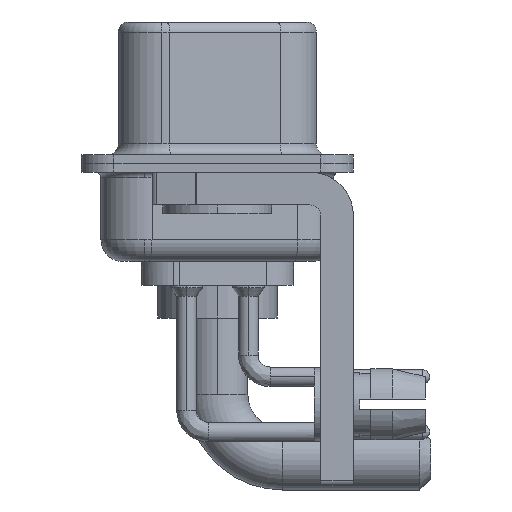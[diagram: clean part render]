
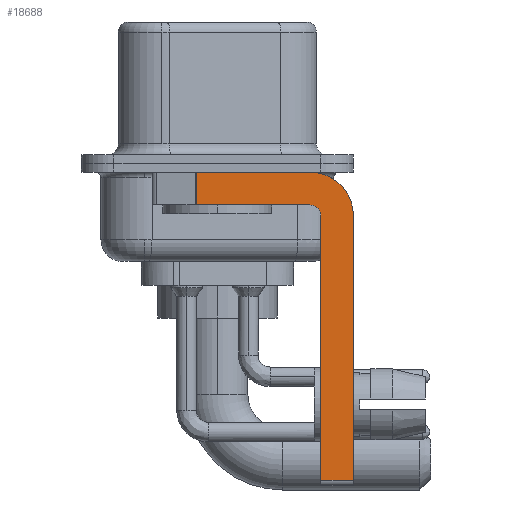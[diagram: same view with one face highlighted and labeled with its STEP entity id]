
A CAD part, left-side view. The second image highlights one B-rep face of the part: STEP entity #18688.
In plain terms, the highlighted planar face has unit normal (-1, 0, 0).
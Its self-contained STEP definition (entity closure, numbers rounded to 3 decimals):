
#590 = CIRCLE ( 'NONE', #16125, 2. ) ;
#881 = EDGE_CURVE ( 'NONE', #26731, #25078, #15425, .T. ) ;
#1321 = LINE ( 'NONE', #20910, #5066 ) ;
#1607 = DIRECTION ( 'NONE',  ( 0., 0., -1. ) ) ;
#1609 = DIRECTION ( 'NONE',  ( 0., 1., 0. ) ) ;
#3311 = CARTESIAN_POINT ( 'NONE',  ( -2.9, -4.75, -14.55 ) ) ;
#4013 = CARTESIAN_POINT ( 'NONE',  ( -2.9, -4.25, -2.4 ) ) ;
#4084 = AXIS2_PLACEMENT_3D ( 'NONE', #26084, #6476, #23944 ) ;
#4215 = DIRECTION ( 'NONE',  ( 0., 0., 1. ) ) ;
#5027 = CARTESIAN_POINT ( 'NONE',  ( -2.9, -6.25, -2.4 ) ) ;
#5066 = VECTOR ( 'NONE', #1607, 1000. ) ;
#5984 = CARTESIAN_POINT ( 'NONE',  ( -2.9, -4.25, -14.55 ) ) ;
#6476 = DIRECTION ( 'NONE',  ( -1., 0., 0. ) ) ;
#6618 = ORIENTED_EDGE ( 'NONE', *, *, #15676, .F. ) ;
#7807 = ORIENTED_EDGE ( 'NONE', *, *, #26970, .T. ) ;
#8211 = CARTESIAN_POINT ( 'NONE',  ( -2.9, 0.978, -1.9 ) ) ;
#8524 = CARTESIAN_POINT ( 'NONE',  ( -2.9, -4.75, -2.4 ) ) ;
#8805 = CARTESIAN_POINT ( 'NONE',  ( -2.9, -4.75, -14.8 ) ) ;
#9822 = EDGE_CURVE ( 'NONE', #25423, #20722, #11636, .T. ) ;
#10888 = DIRECTION ( 'NONE',  ( 1., 0., 0. ) ) ;
#11501 = AXIS2_PLACEMENT_3D ( 'NONE', #4013, #10888, #12883 ) ;
#11502 = ORIENTED_EDGE ( 'NONE', *, *, #881, .F. ) ;
#11636 = LINE ( 'NONE', #5027, #25853 ) ;
#11711 = CARTESIAN_POINT ( 'NONE',  ( -2.9, -4.25, -1.9 ) ) ;
#12883 = DIRECTION ( 'NONE',  ( 0., 0., -1. ) ) ;
#13021 = PLANE ( 'NONE',  #11501 ) ;
#14465 = VECTOR ( 'NONE', #1609, 1000. ) ;
#14554 = VERTEX_POINT ( 'NONE', #11711 ) ;
#14693 = LINE ( 'NONE', #5984, #25153 ) ;
#14837 = DIRECTION ( 'NONE',  ( 0., -1., 0. ) ) ;
#14886 = EDGE_CURVE ( 'NONE', #18560, #15217, #25834, .T. ) ;
#15020 = CARTESIAN_POINT ( 'NONE',  ( -2.9, -4.25, -2.4 ) ) ;
#15217 = VERTEX_POINT ( 'NONE', #8524 ) ;
#15425 = LINE ( 'NONE', #22164, #24715 ) ;
#15676 = EDGE_CURVE ( 'NONE', #15217, #14554, #16426, .T. ) ;
#16125 = AXIS2_PLACEMENT_3D ( 'NONE', #15020, #17458, #17177 ) ;
#16208 = EDGE_CURVE ( 'NONE', #18560, #20722, #14693, .T. ) ;
#16426 = CIRCLE ( 'NONE', #4084, 0.5 ) ;
#17177 = DIRECTION ( 'NONE',  ( 0., 0., -1. ) ) ;
#17458 = DIRECTION ( 'NONE',  ( 1., 0., 0. ) ) ;
#17711 = ORIENTED_EDGE ( 'NONE', *, *, #21627, .F. ) ;
#18156 = CARTESIAN_POINT ( 'NONE',  ( -2.9, -6.25, -14.55 ) ) ;
#18560 = VERTEX_POINT ( 'NONE', #3311 ) ;
#18687 = VECTOR ( 'NONE', #4215, 1000. ) ;
#18688 = ADVANCED_FACE ( 'NONE', ( #28185 ), #13021, .F. ) ;
#19978 = EDGE_CURVE ( 'NONE', #25078, #25423, #590, .T. ) ;
#20096 = CARTESIAN_POINT ( 'NONE',  ( -2.9, -4.25, -0.4 ) ) ;
#20440 = ORIENTED_EDGE ( 'NONE', *, *, #14886, .F. ) ;
#20478 = DIRECTION ( 'NONE',  ( 0., 0., -1. ) ) ;
#20722 = VERTEX_POINT ( 'NONE', #18156 ) ;
#20910 = CARTESIAN_POINT ( 'NONE',  ( -2.9, 0.978, -1.9 ) ) ;
#21627 = EDGE_CURVE ( 'NONE', #14554, #26626, #25215, .T. ) ;
#22095 = ORIENTED_EDGE ( 'NONE', *, *, #19978, .F. ) ;
#22164 = CARTESIAN_POINT ( 'NONE',  ( -2.9, 3., -0.4 ) ) ;
#22310 = CARTESIAN_POINT ( 'NONE',  ( -2.9, -6.25, -2.4 ) ) ;
#22921 = CARTESIAN_POINT ( 'NONE',  ( -2.9, -4.25, -1.9 ) ) ;
#23794 = ORIENTED_EDGE ( 'NONE', *, *, #16208, .T. ) ;
#23944 = DIRECTION ( 'NONE',  ( 0., 0., 1. ) ) ;
#24026 = DIRECTION ( 'NONE',  ( 0., -1., 0. ) ) ;
#24079 = CARTESIAN_POINT ( 'NONE',  ( -2.9, 0.978, -0.4 ) ) ;
#24715 = VECTOR ( 'NONE', #24026, 1000. ) ;
#25078 = VERTEX_POINT ( 'NONE', #20096 ) ;
#25153 = VECTOR ( 'NONE', #14837, 1000. ) ;
#25215 = LINE ( 'NONE', #22921, #14465 ) ;
#25423 = VERTEX_POINT ( 'NONE', #22310 ) ;
#25834 = LINE ( 'NONE', #8805, #18687 ) ;
#25853 = VECTOR ( 'NONE', #20478, 1000. ) ;
#25887 = ORIENTED_EDGE ( 'NONE', *, *, #9822, .F. ) ;
#26084 = CARTESIAN_POINT ( 'NONE',  ( -2.9, -4.25, -2.4 ) ) ;
#26441 = EDGE_LOOP ( 'NONE', ( #11502, #7807, #17711, #6618, #20440, #23794, #25887, #22095 ) ) ;
#26626 = VERTEX_POINT ( 'NONE', #8211 ) ;
#26731 = VERTEX_POINT ( 'NONE', #24079 ) ;
#26970 = EDGE_CURVE ( 'NONE', #26731, #26626, #1321, .T. ) ;
#28185 = FACE_OUTER_BOUND ( 'NONE', #26441, .T. ) ;
